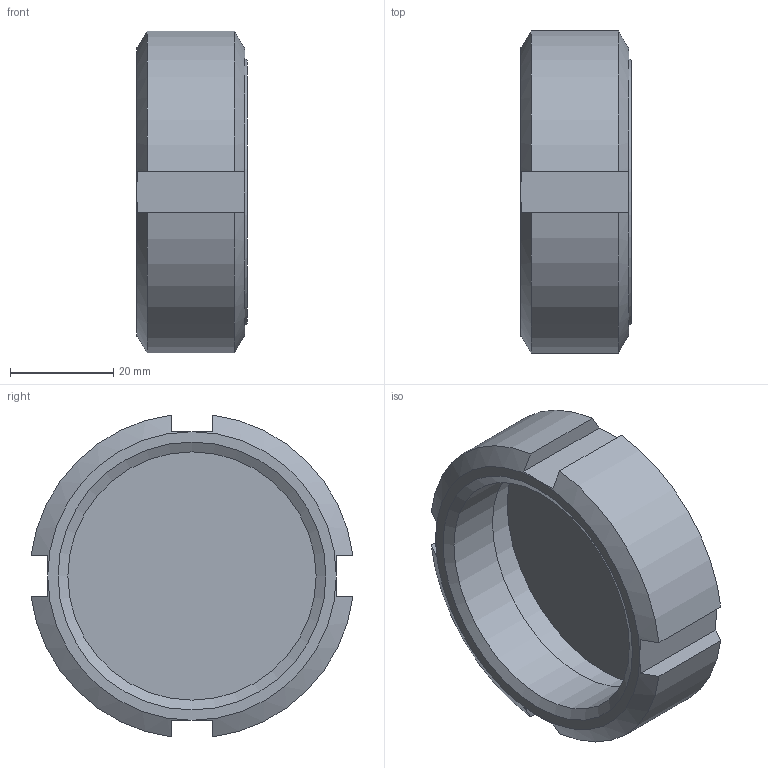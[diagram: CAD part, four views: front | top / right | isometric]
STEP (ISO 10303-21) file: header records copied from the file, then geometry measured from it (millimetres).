
FILE_DESCRIPTION((''),'2;1');
FILE_NAME('12000025X.stp','2010-08-04T15:17:22',('thilbrands'),(''),'Autodesk Inventor 2008','Autodesk Inventor 2008','');
FILE_SCHEMA(('AUTOMOTIVE_DESIGN { 1 0 10303 214 1 1 1 1 }'));
Length unit declared in the file: millimetre
Products named in the file (1): 12000010
Bounding box: 21.5 x 62.49 x 62.49 mm (x, y, z)
Volume: 28026.4 mm3; surface area: 13451 mm2
Topology: 1 solids, 1 shells, 33 faces, 76 edges, 47 vertices
Faces by surface type: plane 16, cone 11, cylinder 6
Full cylindrical faces by diameter (mm): 48.19 x1, 52.8 x1
Entity records: 894 total; most frequent: CARTESIAN_POINT 216, ORIENTED_EDGE 142, DIRECTION 130, EDGE_CURVE 71, AXIS2_PLACEMENT_3D 57, VERTEX_POINT 47, EDGE_LOOP 40, FACE_OUTER_BOUND 33
